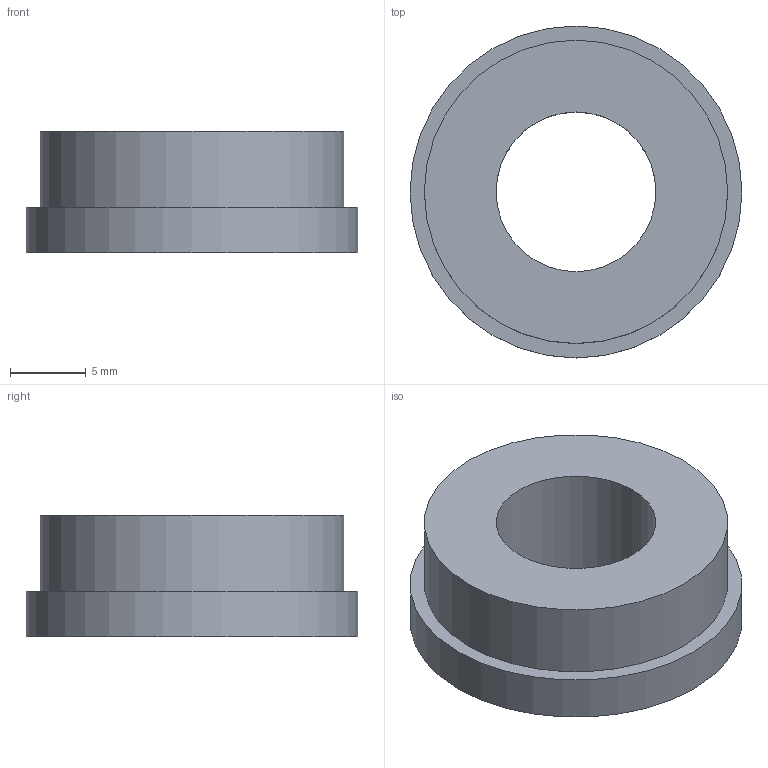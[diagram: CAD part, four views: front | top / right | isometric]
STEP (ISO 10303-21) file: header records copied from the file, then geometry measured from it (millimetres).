
FILE_DESCRIPTION(/* description */ (''),/* implementation_level */ '2;1');
FILE_NAME(/* name */ 'SwitchKlarus.step',/* time_stamp */ '2024-08-19T08:37:12+02:00',/* author */ (''),/* organization */ (''),/* preprocessor_version */ 'ST-DEVELOPER v20',/* originating_system */ 'Autodesk Translation Framework v13.14.0.145',/* authorisation */ '');
FILE_SCHEMA (('AUTOMOTIVE_DESIGN { 1 0 10303 214 3 1 1 }'));
Length unit declared in the file: millimetre
Products named in the file (1): Sans nom
Bounding box: 21.88 x 21.88 x 8 mm (x, y, z)
Volume: 2002.7 mm3; surface area: 1363.2 mm2
Topology: 1 solids, 1 shells, 6 faces, 9 edges, 6 vertices
Faces by surface type: cylinder 3, plane 3
Full cylindrical faces by diameter (mm): 10.529 x1, 20 x1, 21.884 x1
Entity records: 263 total; most frequent: DIRECTION 29, CARTESIAN_POINT 22, ORIENTED_EDGE 18, PRESENTATION_STYLE_ASSIGNMENT 15, SURFACE_STYLE_USAGE 15, SURFACE_SIDE_STYLE 15, SURFACE_STYLE_FILL_AREA 15, FILL_AREA_STYLE 15
